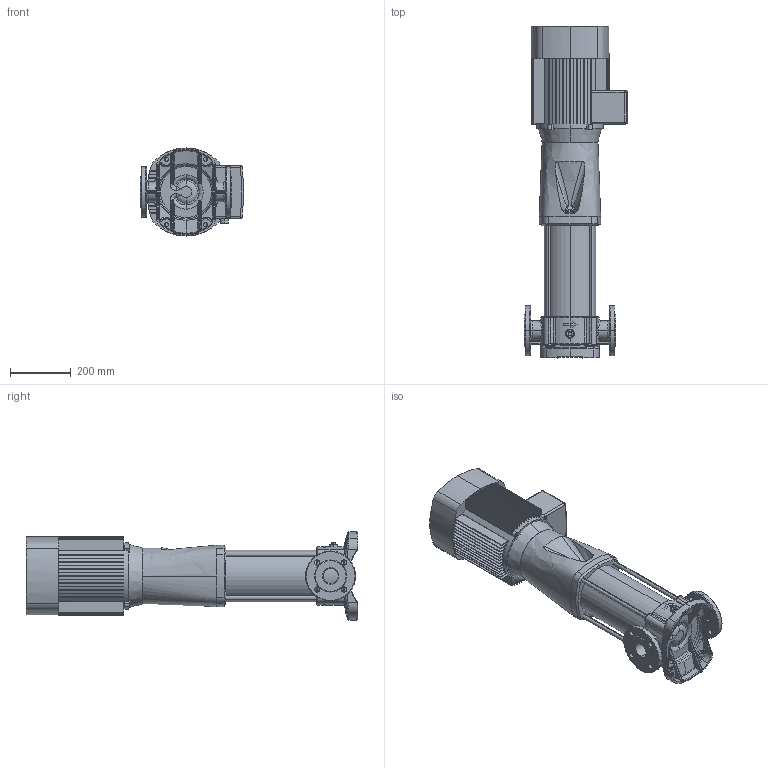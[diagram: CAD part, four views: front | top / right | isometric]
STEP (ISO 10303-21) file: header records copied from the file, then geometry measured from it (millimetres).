
FILE_DESCRIPTION (( 'STEP AP203' ), '1' );
FILE_NAME ('CDM(F)20-7 FSWP(S_L)C.SLDASM.STEP', '2022-08-08T06:34:17', ( '' ), ( '' ), 'SwSTEP 2.0', 'SolidWorks 2019', '' );
FILE_SCHEMA (( 'CONFIG_CONTROL_DESIGN' ));
Length unit declared in the file: millimetre
Products named in the file (4): ED_B14_YE2-132S2-2 (7.5); CDM20_fon_1_7_CDM20-7; CDM(F)20-7 FSWP(S_L)C.SLDASM; CDM(F)20_prot_F_CDM(F)20-7_F
Assembly tree (3 placements, depth 2):
  CDM(F)20-7 FSWP(S_L)C.SLDASM
    CDM(F)20_prot_F_CDM(F)20-7_F
    CDM20_fon_1_7_CDM20-7
    ED_B14_YE2-132S2-2 (7.5)
Bounding box: 339.37 x 1093 x 290 mm (x, y, z)
Volume: 37755099.9 mm3; surface area: 1763664.7 mm2
Topology: 7 solids, 8 shells, 1186 faces, 3044 edges, 1875 vertices
Faces by surface type: plane 353, bspline 352, cylinder 273, torus 134, cone 60, sphere 14
Entity records: 71448 total; most frequent: CARTESIAN_POINT 44714, ORIENTED_EDGE 6004, DIRECTION 4909, EDGE_CURVE 3002, AXIS2_PLACEMENT_3D 1995, VERTEX_POINT 1875, EDGE_LOOP 1261, ADVANCED_FACE 1186
